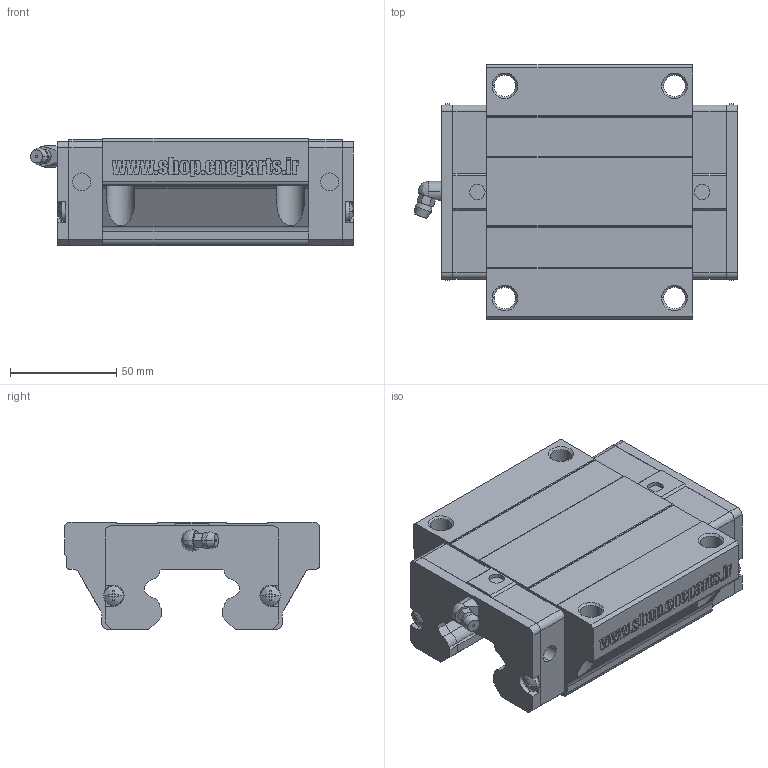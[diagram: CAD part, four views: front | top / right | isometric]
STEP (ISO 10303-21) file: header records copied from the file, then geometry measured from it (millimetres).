
FILE_DESCRIPTION (( 'STEP AP214' ), '1' );
FILE_NAME ('HGW45.STEP', '2025-10-21T07:18:45', ( '' ), ( '' ), 'SwSTEP 2.0', 'SolidWorks 2024', '' );
FILE_SCHEMA (( 'AUTOMOTIVE_DESIGN' ));
Length unit declared in the file: millimetre
Products named in the file (1): HGW45
Bounding box: 152.3 x 120 x 50.5 mm (x, y, z)
Volume: 529792.4 mm3; surface area: 90244.5 mm2
Topology: 10 solids, 10 shells, 668 faces, 1806 edges, 1189 vertices
Faces by surface type: plane 411, bspline 119, cylinder 81, cone 57
Entity records: 26878 total; most frequent: CARTESIAN_POINT 10765, ORIENTED_EDGE 3608, DIRECTION 2815, EDGE_CURVE 1804, VECTOR 1211, LINE 1211, VERTEX_POINT 1189, AXIS2_PLACEMENT_3D 802
